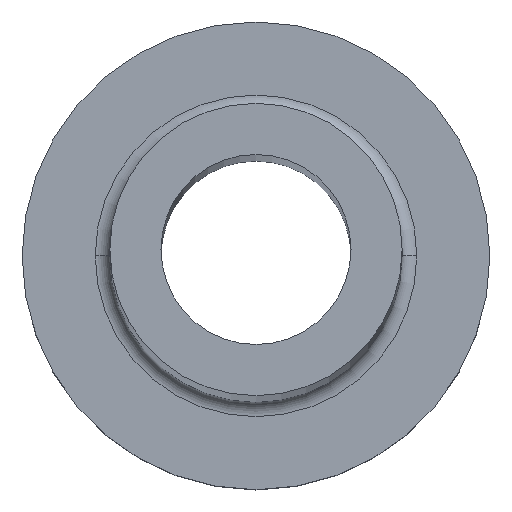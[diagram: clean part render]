
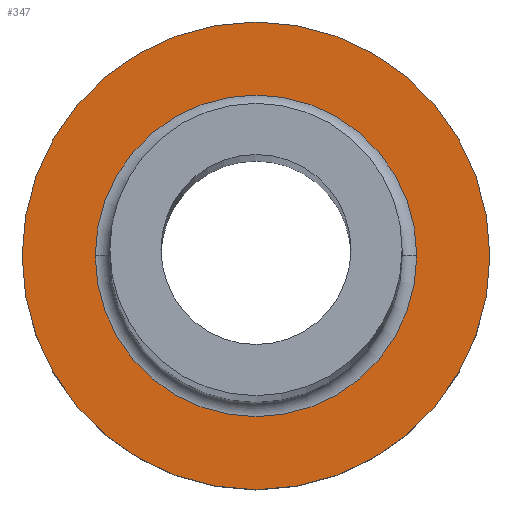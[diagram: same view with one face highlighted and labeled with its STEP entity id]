
A CAD part, top view. The second image highlights one B-rep face of the part: STEP entity #347.
In plain terms, the highlighted planar face has unit normal (0, 0, 1).
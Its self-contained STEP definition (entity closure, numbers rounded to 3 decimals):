
#9 = ORIENTED_EDGE ( 'NONE', *, *, #329, .T. ) ;
#10 = DIRECTION ( 'NONE',  ( 1., 0., 0. ) ) ;
#12 = EDGE_LOOP ( 'NONE', ( #369, #42 ) ) ;
#28 = DIRECTION ( 'NONE',  ( 1., 0., 0. ) ) ;
#33 = CIRCLE ( 'NONE', #87, 5.5 ) ;
#37 = CARTESIAN_POINT ( 'NONE',  ( -5.5, 0., 5. ) ) ;
#42 = ORIENTED_EDGE ( 'NONE', *, *, #117, .T. ) ;
#51 = PLANE ( 'NONE',  #146 ) ;
#61 = CARTESIAN_POINT ( 'NONE',  ( 0., 0., 5. ) ) ;
#83 = DIRECTION ( 'NONE',  ( 0., 0., -1. ) ) ;
#87 = AXIS2_PLACEMENT_3D ( 'NONE', #61, #83, #170 ) ;
#117 = EDGE_CURVE ( 'NONE', #323, #157, #33, .T. ) ;
#125 = VERTEX_POINT ( 'NONE', #263 ) ;
#131 = DIRECTION ( 'NONE',  ( 1., 0., 0. ) ) ;
#137 = AXIS2_PLACEMENT_3D ( 'NONE', #240, #272, #10 ) ;
#146 = AXIS2_PLACEMENT_3D ( 'NONE', #187, #300, #275 ) ;
#148 = EDGE_LOOP ( 'NONE', ( #9, #211 ) ) ;
#155 = CIRCLE ( 'NONE', #137, 8. ) ;
#157 = VERTEX_POINT ( 'NONE', #193 ) ;
#162 = CARTESIAN_POINT ( 'NONE',  ( -8., 0., 5. ) ) ;
#170 = DIRECTION ( 'NONE',  ( 1., 0., 0. ) ) ;
#184 = FACE_BOUND ( 'NONE', #12, .T. ) ;
#187 = CARTESIAN_POINT ( 'NONE',  ( 0., 0., 5. ) ) ;
#193 = CARTESIAN_POINT ( 'NONE',  ( 5.5, 0., 5. ) ) ;
#211 = ORIENTED_EDGE ( 'NONE', *, *, #212, .T. ) ;
#212 = EDGE_CURVE ( 'NONE', #125, #355, #260, .T. ) ;
#220 = CARTESIAN_POINT ( 'NONE',  ( 0., 0., 5. ) ) ;
#240 = CARTESIAN_POINT ( 'NONE',  ( 0., 0., 5. ) ) ;
#248 = AXIS2_PLACEMENT_3D ( 'NONE', #286, #345, #28 ) ;
#255 = CIRCLE ( 'NONE', #261, 5.5 ) ;
#260 = CIRCLE ( 'NONE', #248, 8. ) ;
#261 = AXIS2_PLACEMENT_3D ( 'NONE', #220, #368, #131 ) ;
#263 = CARTESIAN_POINT ( 'NONE',  ( 8., 0., 5. ) ) ;
#272 = DIRECTION ( 'NONE',  ( 0., 0., 1. ) ) ;
#275 = DIRECTION ( 'NONE',  ( 1., 0., 0. ) ) ;
#286 = CARTESIAN_POINT ( 'NONE',  ( 0., 0., 5. ) ) ;
#300 = DIRECTION ( 'NONE',  ( 0., 0., 1. ) ) ;
#323 = VERTEX_POINT ( 'NONE', #37 ) ;
#329 = EDGE_CURVE ( 'NONE', #355, #125, #155, .T. ) ;
#337 = FACE_OUTER_BOUND ( 'NONE', #148, .T. ) ;
#345 = DIRECTION ( 'NONE',  ( 0., 0., 1. ) ) ;
#347 = ADVANCED_FACE ( 'NONE', ( #184, #337 ), #51, .T. ) ;
#355 = VERTEX_POINT ( 'NONE', #162 ) ;
#368 = DIRECTION ( 'NONE',  ( 0., 0., -1. ) ) ;
#369 = ORIENTED_EDGE ( 'NONE', *, *, #376, .T. ) ;
#376 = EDGE_CURVE ( 'NONE', #157, #323, #255, .T. ) ;
